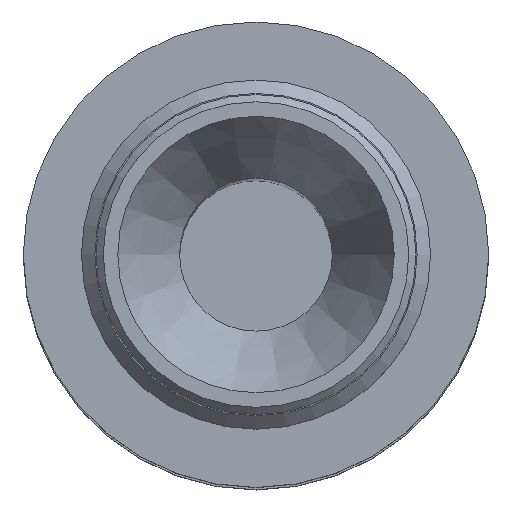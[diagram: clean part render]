
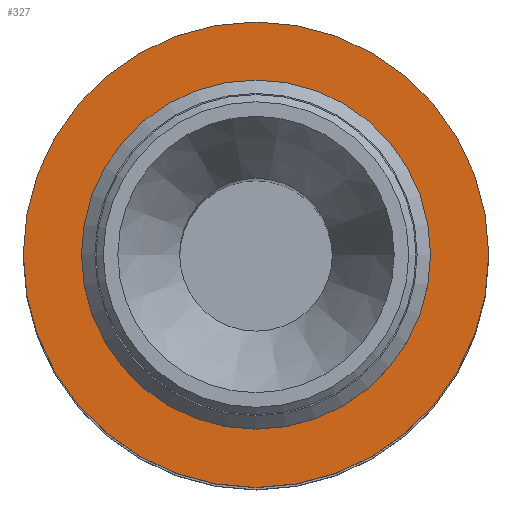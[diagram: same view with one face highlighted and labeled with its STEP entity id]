
A CAD part, top view. The second image highlights one B-rep face of the part: STEP entity #327.
In plain terms, the highlighted planar face has unit normal (0, 0, 1).
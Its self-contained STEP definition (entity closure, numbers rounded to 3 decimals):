
#46=ORIENTED_EDGE('',*,*,#73,.F.);
#47=ORIENTED_EDGE('',*,*,#72,.T.);
#72=EDGE_CURVE('',#89,#89,#106,.T.);
#73=EDGE_CURVE('',#90,#90,#107,.T.);
#89=VERTEX_POINT('',#475);
#90=VERTEX_POINT('',#478);
#106=CIRCLE('',#358,11.825);
#107=CIRCLE('',#360,16.);
#131=EDGE_LOOP('',(#46));
#132=EDGE_LOOP('',(#47));
#165=FACE_BOUND('',#131,.T.);
#166=FACE_BOUND('',#132,.T.);
#186=PLANE('',#359);
#327=ADVANCED_FACE('',(#165,#166),#186,.F.);
#358=AXIS2_PLACEMENT_3D('',#474,#411,#412);
#359=AXIS2_PLACEMENT_3D('',#476,#413,#414);
#360=AXIS2_PLACEMENT_3D('',#477,#415,#416);
#411=DIRECTION('',(0.,0.,-1.));
#412=DIRECTION('',(-1.,0.,0.));
#413=DIRECTION('',(0.,0.,-1.));
#414=DIRECTION('',(-1.,0.,0.));
#415=DIRECTION('',(0.,0.,-1.));
#416=DIRECTION('',(-1.,0.,0.));
#474=CARTESIAN_POINT('',(0.,0.,0.));
#475=CARTESIAN_POINT('',(-11.825,0.,0.));
#476=CARTESIAN_POINT('',(0.,11.825,0.));
#477=CARTESIAN_POINT('',(0.,0.,0.));
#478=CARTESIAN_POINT('',(-16.,0.,0.));
